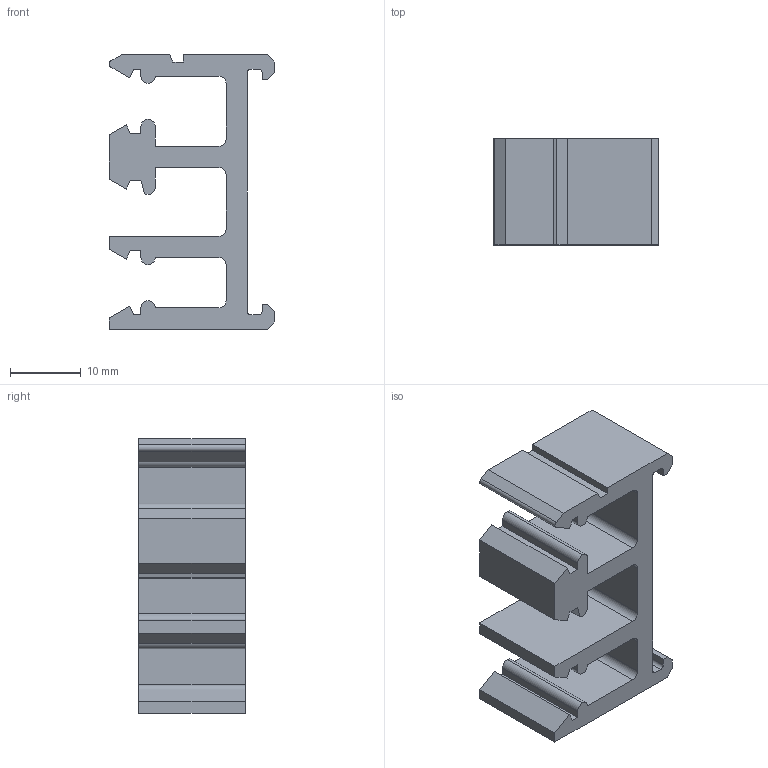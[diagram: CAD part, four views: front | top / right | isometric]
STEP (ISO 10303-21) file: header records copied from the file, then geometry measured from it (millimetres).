
FILE_DESCRIPTION (( 'STEP AP203' ), '1' );
FILE_NAME ('3D_1980020030022_FE-EAV_V1.0,.STP', '2018-09-07T07:59:58', ( '' ), ( '' ), 'SwSTEP 2.0', 'SolidWorks 2016', '' );
FILE_SCHEMA (( 'CONFIG_CONTROL_DESIGN' ));
Length unit declared in the file: millimetre
Products named in the file (1): 3D_1980020030022_FE-EAV_V1.0,
Bounding box: 23.4 x 15 x 38.7 mm (x, y, z)
Volume: 5424.2 mm3; surface area: 4526.1 mm2
Topology: 1 solids, 1 shells, 74 faces, 216 edges, 144 vertices
Faces by surface type: plane 56, cylinder 18
Entity records: 2513 total; most frequent: CARTESIAN_POINT 435, ORIENTED_EDGE 432, DIRECTION 402, EDGE_CURVE 216, VECTOR 180, LINE 180, VERTEX_POINT 144, AXIS2_PLACEMENT_3D 111
